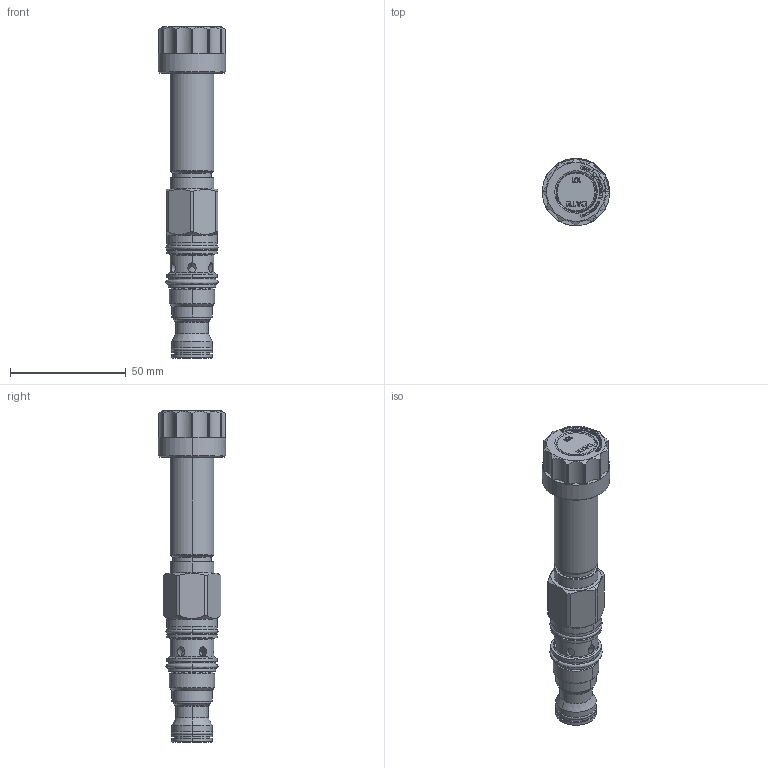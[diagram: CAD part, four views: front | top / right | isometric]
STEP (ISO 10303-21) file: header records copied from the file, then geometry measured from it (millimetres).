
FILE_DESCRIPTION((''),'2;1');
FILE_NAME('FMDB-XCN_PRT','2015-11-24T',('Administrator'),(''),'PRO/ENGINEER BY PARAMETRIC TECHNOLOGY CORPORATION, 2006240','PRO/ENGINEER BY PARAMETRIC TECHNOLOGY CORPORATION, 2006240','');
FILE_SCHEMA(('CONFIG_CONTROL_DESIGN'));
Length unit declared in the file: inch
Products named in the file (1): FMDB-XCN_PRT
Bounding box: 29.21 x 29.21 x 143.59 mm (x, y, z)
Volume: 40044 mm3; surface area: 19563.2 mm2
Topology: 4 solids, 7 shells, 895 faces, 2320 edges, 1494 vertices
Faces by surface type: plane 607, cylinder 153, torus 62, cone 55, revolution 14, bspline 4
Entity records: 29750 total; most frequent: CARTESIAN_POINT 7761, ORIENTED_EDGE 4624, DIRECTION 4377, EDGE_CURVE 2312, VECTOR 1765, LINE 1765, VERTEX_POINT 1490, AXIS2_PLACEMENT_3D 1299
